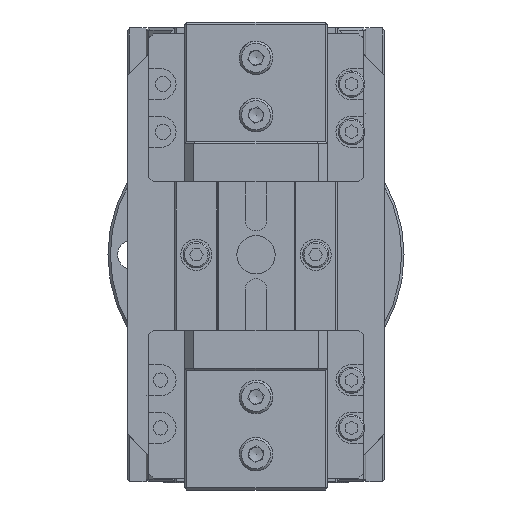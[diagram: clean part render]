
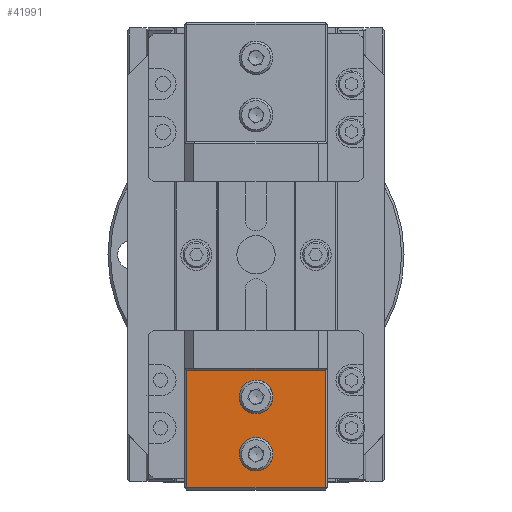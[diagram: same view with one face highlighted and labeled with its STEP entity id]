
A CAD part, front view. The second image highlights one B-rep face of the part: STEP entity #41991.
In plain terms, the highlighted planar face has unit normal (0, -1, 0).
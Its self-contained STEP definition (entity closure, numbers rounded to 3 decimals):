
#1453=FACE_BOUND($,#12604,.T.);
#1454=FACE_BOUND($,#12605,.T.);
#2376=LINE($,#60693,#6307);
#2378=LINE($,#60700,#6309);
#2379=LINE($,#60705,#6310);
#2380=LINE($,#60707,#6311);
#2381=LINE($,#60709,#6312);
#2382=LINE($,#60710,#6313);
#2383=LINE($,#60713,#6314);
#2384=LINE($,#60717,#6315);
#6307=VECTOR($,#49126,1.4);
#6309=VECTOR($,#49132,1.424);
#6310=VECTOR($,#49137,24.5);
#6311=VECTOR($,#49138,29.);
#6312=VECTOR($,#49139,24.5);
#6313=VECTOR($,#49140,29.);
#6314=VECTOR($,#49141,1.4);
#6315=VECTOR($,#49144,1.424);
#10147=FACE_OUTER_BOUND($,#12603,.T.);
#12603=EDGE_LOOP($,(#27133,#27134,#27135,#27136));
#12604=EDGE_LOOP($,(#27137,#27138,#27139,#27140));
#12605=EDGE_LOOP($,(#27141,#27142,#27143,#27144));
#15421=CIRCLE($,#44599,3.5);
#15422=CIRCLE($,#44600,2.1);
#15423=CIRCLE($,#44601,3.5);
#15424=CIRCLE($,#44602,2.1);
#16994=VERTEX_POINT($,#60678);
#16995=VERTEX_POINT($,#60679);
#17000=VERTEX_POINT($,#60691);
#17003=VERTEX_POINT($,#60699);
#17004=VERTEX_POINT($,#60703);
#17005=VERTEX_POINT($,#60704);
#17006=VERTEX_POINT($,#60706);
#17007=VERTEX_POINT($,#60708);
#17008=VERTEX_POINT($,#60711);
#17009=VERTEX_POINT($,#60712);
#17010=VERTEX_POINT($,#60714);
#17011=VERTEX_POINT($,#60716);
#20955=EDGE_CURVE($,#16994,#17000,#2376,.T.);
#20958=EDGE_CURVE($,#17003,#16995,#2378,.T.);
#20960=EDGE_CURVE($,#17004,#17005,#2379,.T.);
#20961=EDGE_CURVE($,#17006,#17004,#2380,.T.);
#20962=EDGE_CURVE($,#17007,#17006,#2381,.T.);
#20963=EDGE_CURVE($,#17007,#17005,#2382,.T.);
#20964=EDGE_CURVE($,#17008,#17009,#2383,.T.);
#20965=EDGE_CURVE($,#17009,#17010,#15421,.T.);
#20966=EDGE_CURVE($,#17010,#17011,#2384,.T.);
#20967=EDGE_CURVE($,#17011,#17008,#15422,.T.);
#20968=EDGE_CURVE($,#17000,#17003,#15423,.T.);
#20969=EDGE_CURVE($,#16995,#16994,#15424,.T.);
#27133=ORIENTED_EDGE($,*,*,#20960,.F.);
#27134=ORIENTED_EDGE($,*,*,#20961,.F.);
#27135=ORIENTED_EDGE($,*,*,#20962,.F.);
#27136=ORIENTED_EDGE($,*,*,#20963,.T.);
#27137=ORIENTED_EDGE($,*,*,#20964,.T.);
#27138=ORIENTED_EDGE($,*,*,#20965,.T.);
#27139=ORIENTED_EDGE($,*,*,#20966,.T.);
#27140=ORIENTED_EDGE($,*,*,#20967,.T.);
#27141=ORIENTED_EDGE($,*,*,#20955,.T.);
#27142=ORIENTED_EDGE($,*,*,#20968,.T.);
#27143=ORIENTED_EDGE($,*,*,#20958,.T.);
#27144=ORIENTED_EDGE($,*,*,#20969,.T.);
#37912=PLANE($,#44598);
#41991=ADVANCED_FACE($,(#10147,#1453,#1454),#37912,.T.);
#44598=AXIS2_PLACEMENT_3D($,#60702,#49135,#49136);
#44599=AXIS2_PLACEMENT_3D($,#60715,#49142,#49143);
#44600=AXIS2_PLACEMENT_3D($,#60718,#49145,#49146);
#44601=AXIS2_PLACEMENT_3D($,#60719,#49147,#49148);
#44602=AXIS2_PLACEMENT_3D($,#60720,#49149,#49150);
#49126=DIRECTION($,(0.955,0.,-0.296));
#49132=DIRECTION($,(-0.955,0.,0.296));
#49135=DIRECTION('center_axis',(0.,-1.,0.));
#49136=DIRECTION('ref_axis',(0.,0.,1.));
#49137=DIRECTION($,(0.,0.,1.));
#49138=DIRECTION($,(-1.,0.,0.));
#49139=DIRECTION($,(0.,0.,-1.));
#49140=DIRECTION($,(-1.,0.,0.));
#49141=DIRECTION($,(0.592,0.,0.806));
#49142=DIRECTION('center_axis',(0.,1.,0.));
#49143=DIRECTION('ref_axis',(0.592,0.,0.806));
#49144=DIRECTION($,(-0.592,0.,-0.806));
#49145=DIRECTION('center_axis',(0.,1.,0.));
#49146=DIRECTION('ref_axis',(-0.581,0.,
0.814));
#49147=DIRECTION('center_axis',(0.,1.,0.));
#49148=DIRECTION('ref_axis',(0.955,0.,-0.296));
#49149=DIRECTION('center_axis',(0.,1.,0.));
#49150=DIRECTION('ref_axis',(-0.581,0.,
0.814));
#60678=CARTESIAN_POINT('',(-24.994,-88.,-77.872));
#60679=CARTESIAN_POINT('',(-24.904,-88.,-77.377));
#60691=CARTESIAN_POINT('',(-23.657,-88.,-78.287));
#60693=CARTESIAN_POINT($,(-18.258,-88.,-79.961));
#60699=CARTESIAN_POINT('',(-23.543,-88.,-77.799));
#60700=CARTESIAN_POINT($,(-18.11,-88.,-79.484));
#60702=CARTESIAN_POINT('Origin',(-12.5,-88.,-84.));
#60703=CARTESIAN_POINT('',(-41.5,-88.,-96.25));
#60704=CARTESIAN_POINT('',(-41.5,-88.,-71.75));
#60705=CARTESIAN_POINT($,(-41.5,-88.,-96.25));
#60706=CARTESIAN_POINT('',(-12.5,-88.,-96.25));
#60707=CARTESIAN_POINT($,(-12.5,-88.,-96.25));
#60708=CARTESIAN_POINT('',(-12.5,-88.,-71.75));
#60709=CARTESIAN_POINT($,(-12.5,-88.,-71.75));
#60710=CARTESIAN_POINT($,(-12.5,-88.,-71.75));
#60711=CARTESIAN_POINT('',(-25.756,-88.,-87.558));
#60712=CARTESIAN_POINT('',(-24.927,-88.,-86.43));
#60713=CARTESIAN_POINT($,(-22.478,-88.,-83.096));
#60714=CARTESIAN_POINT('',(-25.352,-88.,-86.162));
#60715=CARTESIAN_POINT('Origin',(-27.,-88.,-89.25));
#60716=CARTESIAN_POINT('',(-26.195,-88.,-87.31));
#60717=CARTESIAN_POINT($,(-22.881,-88.,-82.8));
#60718=CARTESIAN_POINT('Origin',(-27.,-88.,-89.25));
#60719=CARTESIAN_POINT('Origin',(-27.,-88.,-77.25));
#60720=CARTESIAN_POINT('Origin',(-27.,-88.,-77.25));
